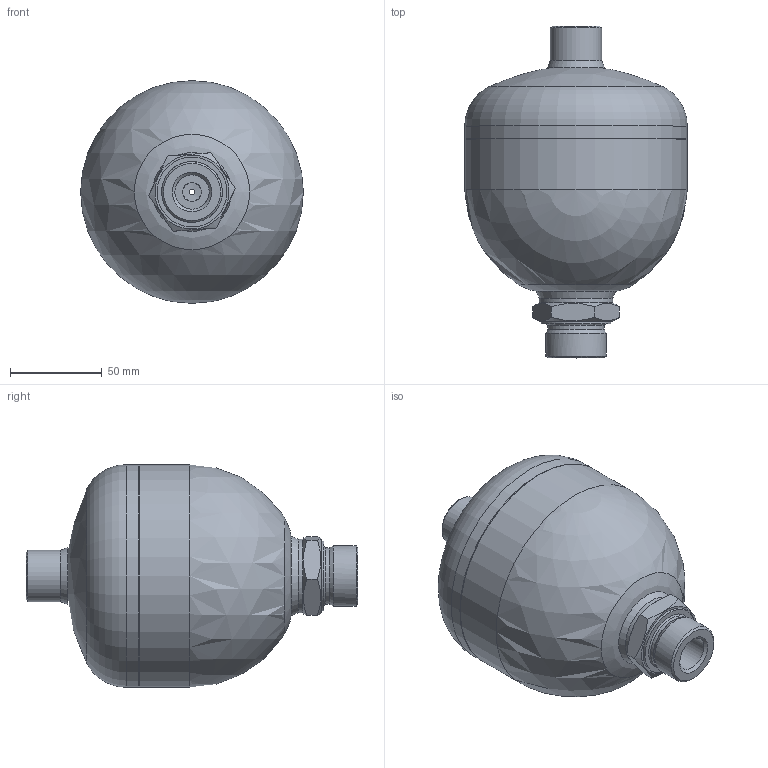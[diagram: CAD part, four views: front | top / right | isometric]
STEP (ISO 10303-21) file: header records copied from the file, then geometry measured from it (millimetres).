
FILE_DESCRIPTION((''),'2;1');
FILE_NAME('02204-00723.stp','2018-08-27T14:13:42',('M.Michel'),(''),'Autodesk Inventor 2010','Autodesk Inventor 2010','');
FILE_SCHEMA(('AUTOMOTIVE_DESIGN { 1 0 10303 214 1 1 1 1 }'));
Length unit declared in the file: millimetre
Products named in the file (7): 02204-00723; Welds_1; 42204-00437; 42204-00438; 42104-00086; 42202-00281; 42205-00607
Assembly tree (6 placements, depth 2):
  02204-00723
    Welds_1
    42204-00437
    42204-00438
    42104-00086
    42202-00281
    42205-00607
Bounding box: 121 x 180.46 x 121 mm (x, y, z)
Volume: 344245.1 mm3; surface area: 132884.4 mm2
Topology: 8 solids, 8 shells, 95 faces, 195 edges, 116 vertices
Faces by surface type: cone 25, cylinder 20, plane 19, bspline 18, torus 8, sphere 5
Full cylindrical faces by diameter (mm): 28 x1, 30.7 x1, 33 x1, 38 x1, 40 x1, 96.5 x1, 99.5 x1, 103.5 x1, 105 x1, 108.4 x1, 109 x4, 109.2 x2, 110.6 x1, 121 x3
Entity records: 2676 total; most frequent: CARTESIAN_POINT 840, DIRECTION 370, ORIENTED_EDGE 220, EDGE_LOOP 184, AXIS2_PLACEMENT_3D 182, EDGE_CURVE 110, VERTEX_POINT 104, FACE_OUTER_BOUND 95
